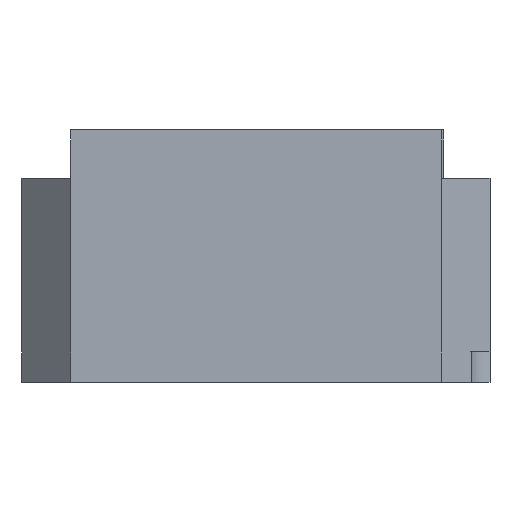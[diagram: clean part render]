
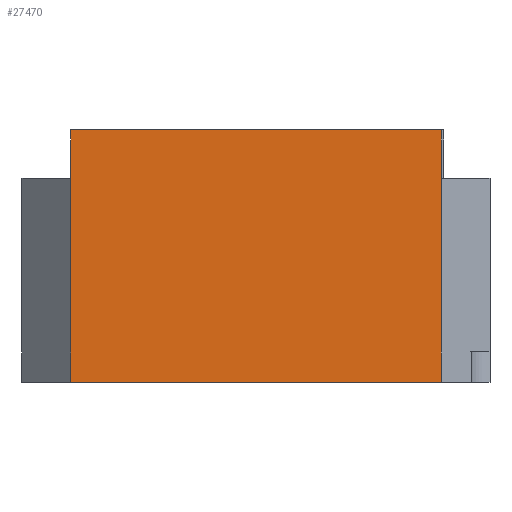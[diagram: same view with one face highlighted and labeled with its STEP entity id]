
A CAD part, front view. The second image highlights one B-rep face of the part: STEP entity #27470.
In plain terms, the highlighted planar face has unit normal (0, -1, 0).
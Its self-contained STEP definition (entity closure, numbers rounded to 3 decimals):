
#545 = DIRECTION ( 'NONE',  ( 0., 0., -1. ) ) ;
#864 = VERTEX_POINT ( 'NONE', #1177 ) ;
#1177 = CARTESIAN_POINT ( 'NONE',  ( 28.212, -106., 0. ) ) ;
#1431 = EDGE_CURVE ( 'NONE', #19174, #864, #23663, .T. ) ;
#2332 = ORIENTED_EDGE ( 'NONE', *, *, #25577, .F. ) ;
#2947 = VECTOR ( 'NONE', #17155, 1000. ) ;
#3046 = VERTEX_POINT ( 'NONE', #4985 ) ;
#4985 = CARTESIAN_POINT ( 'NONE',  ( -10.008, -106., 21. ) ) ;
#5056 = ORIENTED_EDGE ( 'NONE', *, *, #1431, .T. ) ;
#5173 = EDGE_CURVE ( 'NONE', #25574, #864, #14546, .T. ) ;
#5239 = PLANE ( 'NONE',  #9828 ) ;
#7662 = DIRECTION ( 'NONE',  ( 0., 1., 0. ) ) ;
#7907 = CARTESIAN_POINT ( 'NONE',  ( 28.212, -106., 26. ) ) ;
#9312 = LINE ( 'NONE', #9581, #26386 ) ;
#9581 = CARTESIAN_POINT ( 'NONE',  ( 28.212, -106., 26. ) ) ;
#9828 = AXIS2_PLACEMENT_3D ( 'NONE', #21575, #7662, #23887 ) ;
#10021 = CARTESIAN_POINT ( 'NONE',  ( -10.008, -106., 0. ) ) ;
#10267 = ORIENTED_EDGE ( 'NONE', *, *, #26032, .T. ) ;
#12957 = ORIENTED_EDGE ( 'NONE', *, *, #25150, .T. ) ;
#13631 = LINE ( 'NONE', #7907, #25252 ) ;
#13898 = ORIENTED_EDGE ( 'NONE', *, *, #24234, .T. ) ;
#14546 = LINE ( 'NONE', #26509, #2947 ) ;
#14697 = EDGE_LOOP ( 'NONE', ( #5056, #16424, #2332, #13898, #10267, #12957 ) ) ;
#16424 = ORIENTED_EDGE ( 'NONE', *, *, #5173, .F. ) ;
#17155 = DIRECTION ( 'NONE',  ( 0., 0., -1. ) ) ;
#17478 = VECTOR ( 'NONE', #23204, 1000. ) ;
#18823 = DIRECTION ( 'NONE',  ( -1., 0., 0. ) ) ;
#19174 = VERTEX_POINT ( 'NONE', #10021 ) ;
#19221 = CARTESIAN_POINT ( 'NONE',  ( -10.008, -106., 26. ) ) ;
#19448 = VECTOR ( 'NONE', #545, 1000. ) ;
#20094 = FACE_OUTER_BOUND ( 'NONE', #14697, .T. ) ;
#20154 = LINE ( 'NONE', #19221, #24136 ) ;
#20176 = VERTEX_POINT ( 'NONE', #26125 ) ;
#20858 = CARTESIAN_POINT ( 'NONE',  ( -10.008, -106., 0. ) ) ;
#21575 = CARTESIAN_POINT ( 'NONE',  ( -10.008, -106., 21. ) ) ;
#23204 = DIRECTION ( 'NONE',  ( 1., 0., 0. ) ) ;
#23663 = LINE ( 'NONE', #20858, #17478 ) ;
#23887 = DIRECTION ( 'NONE',  ( -1., 0., 0. ) ) ;
#24128 = CARTESIAN_POINT ( 'NONE',  ( 28.212, -106., 21. ) ) ;
#24136 = VECTOR ( 'NONE', #26137, 1000. ) ;
#24234 = EDGE_CURVE ( 'NONE', #29210, #20176, #9312, .T. ) ;
#25150 = EDGE_CURVE ( 'NONE', #3046, #19174, #26359, .T. ) ;
#25252 = VECTOR ( 'NONE', #28822, 1000. ) ;
#25574 = VERTEX_POINT ( 'NONE', #24128 ) ;
#25577 = EDGE_CURVE ( 'NONE', #29210, #25574, #13631, .T. ) ;
#26032 = EDGE_CURVE ( 'NONE', #20176, #3046, #20154, .T. ) ;
#26125 = CARTESIAN_POINT ( 'NONE',  ( -10.008, -106., 26. ) ) ;
#26137 = DIRECTION ( 'NONE',  ( 0., 0., -1. ) ) ;
#26302 = CARTESIAN_POINT ( 'NONE',  ( 28.212, -106., 26. ) ) ;
#26359 = LINE ( 'NONE', #28340, #19448 ) ;
#26386 = VECTOR ( 'NONE', #18823, 1000. ) ;
#26509 = CARTESIAN_POINT ( 'NONE',  ( 28.212, -106., 21. ) ) ;
#27470 = ADVANCED_FACE ( 'NONE', ( #20094 ), #5239, .F. ) ;
#28340 = CARTESIAN_POINT ( 'NONE',  ( -10.008, -106., 21. ) ) ;
#28822 = DIRECTION ( 'NONE',  ( 0., 0., -1. ) ) ;
#29210 = VERTEX_POINT ( 'NONE', #26302 ) ;
